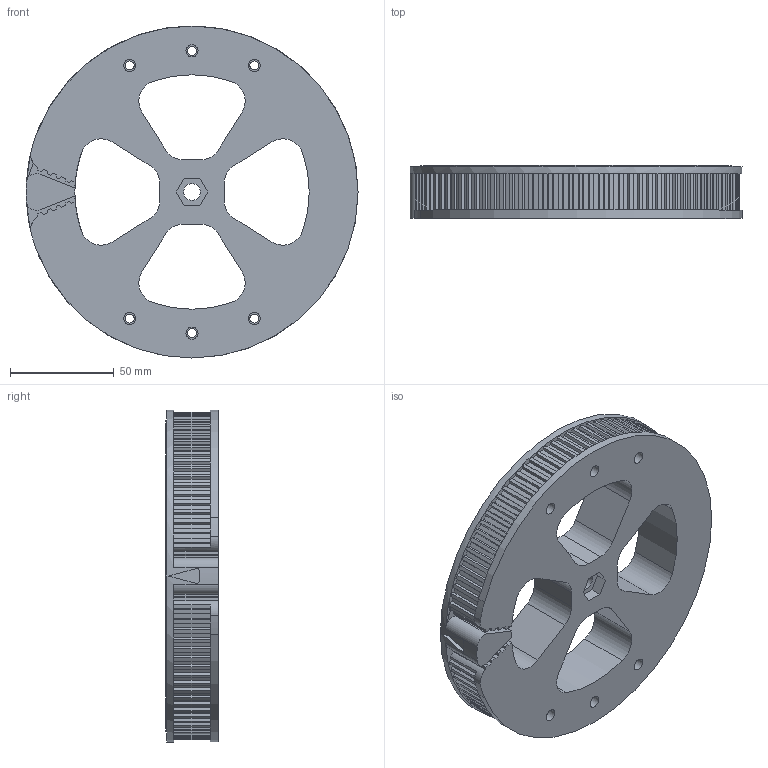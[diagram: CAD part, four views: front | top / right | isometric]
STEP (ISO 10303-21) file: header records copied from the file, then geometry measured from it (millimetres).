
FILE_DESCRIPTION(/* description */ (''),/* implementation_level */ '2;1');
FILE_NAME(/* name */ '1M1A v7.step',/* time_stamp */ '2019-03-05T07:32:39-06:00',/* author */ (''),/* organization */ (''),/* preprocessor_version */ 'ST-DEVELOPER v17.2',/* originating_system */ 'Autodesk Translation Framework v7.6.0.251',/* authorisation */ '');
FILE_SCHEMA (('AUTOMOTIVE_DESIGN { 1 0 10303 214 3 1 1 }'));
Length unit declared in the file: millimetre
Products named in the file (1): 1M1A
Bounding box: 160 x 25.5 x 160 mm (x, y, z)
Volume: 329764.2 mm3; surface area: 64513 mm2
Topology: 1 solids, 1 shells, 490 faces, 1455 edges, 975 vertices
Faces by surface type: plane 258, cylinder 232
Full cylindrical faces by diameter (mm): 4.3 x6, 5.8 x6, 8.1 x1, 149.6 x1, 160 x1
Entity records: 16658 total; most frequent: CARTESIAN_POINT 2930, DIRECTION 2924, ORIENTED_EDGE 2910, EDGE_CURVE 1455, AXIS2_PLACEMENT_3D 979, VERTEX_POINT 975, LINE 966, VECTOR 966
